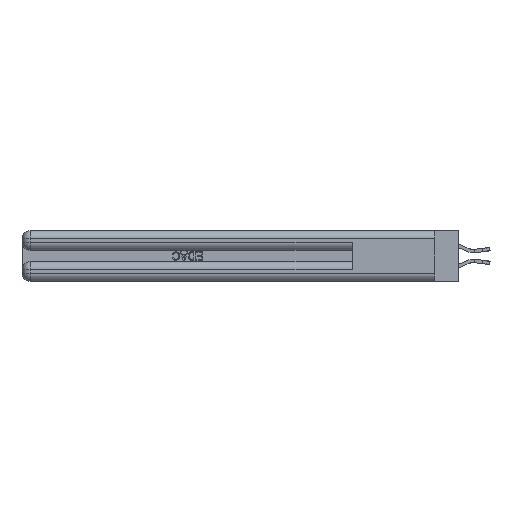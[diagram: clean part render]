
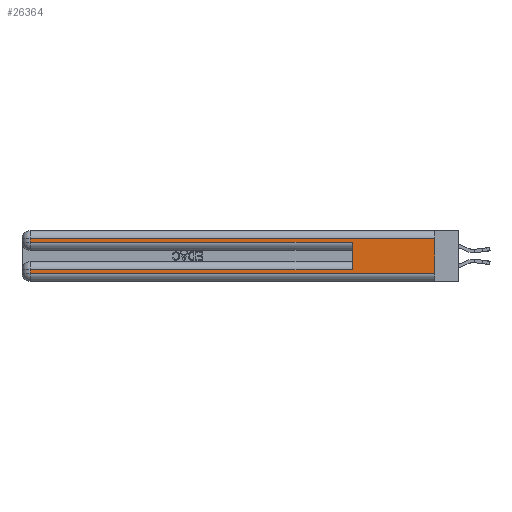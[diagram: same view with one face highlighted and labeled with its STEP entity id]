
A CAD part, left-side view. The second image highlights one B-rep face of the part: STEP entity #26364.
In plain terms, the highlighted planar face has unit normal (-1, 0, 0).
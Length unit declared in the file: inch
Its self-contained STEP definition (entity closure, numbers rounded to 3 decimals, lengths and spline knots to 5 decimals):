
#388 = FACE_OUTER_BOUND ( 'NONE', #5444, .T. ) ;
#509 = DIRECTION ( 'NONE',  ( 0., 0., -1. ) ) ;
#642 = CARTESIAN_POINT ( 'NONE',  ( 0., 2.94, 0.37 ) ) ;
#838 = VERTEX_POINT ( 'NONE', #17663 ) ;
#1029 = ORIENTED_EDGE ( 'NONE', *, *, #27363, .T. ) ;
#2456 = PLANE ( 'NONE',  #28526 ) ;
#2906 = VERTEX_POINT ( 'NONE', #4712 ) ;
#2941 = CARTESIAN_POINT ( 'NONE',  ( 0., 2.94, 0.085 ) ) ;
#3126 = VERTEX_POINT ( 'NONE', #4983 ) ;
#3911 = DIRECTION ( 'NONE',  ( 0., 1., 0. ) ) ;
#4424 = ORIENTED_EDGE ( 'NONE', *, *, #8423, .T. ) ;
#4712 = CARTESIAN_POINT ( 'NONE',  ( 0., 0.6, 0.285 ) ) ;
#4983 = CARTESIAN_POINT ( 'NONE',  ( 0., 0.6, 0.085 ) ) ;
#5444 = EDGE_LOOP ( 'NONE', ( #7829, #34816, #28874, #22403, #6008, #4424, #33918, #1029 ) ) ;
#6008 = ORIENTED_EDGE ( 'NONE', *, *, #26250, .F. ) ;
#7829 = ORIENTED_EDGE ( 'NONE', *, *, #31307, .F. ) ;
#7850 = DIRECTION ( 'NONE',  ( 0., 0., -1. ) ) ;
#7863 = CARTESIAN_POINT ( 'NONE',  ( 0., 0.6, 0.145 ) ) ;
#8181 = LINE ( 'NONE', #642, #38995 ) ;
#8423 = EDGE_CURVE ( 'NONE', #3126, #20817, #21667, .T. ) ;
#8543 = DIRECTION ( 'NONE',  ( 1., 0., 0. ) ) ;
#8627 = VECTOR ( 'NONE', #35785, 39.37008 ) ;
#10451 = VECTOR ( 'NONE', #19270, 39.37008 ) ;
#12152 = VERTEX_POINT ( 'NONE', #17379 ) ;
#12675 = VECTOR ( 'NONE', #15844, 39.37008 ) ;
#14063 = VECTOR ( 'NONE', #21056, 39.37008 ) ;
#14544 = LINE ( 'NONE', #30310, #12675 ) ;
#15844 = DIRECTION ( 'NONE',  ( 0., -1., 0. ) ) ;
#16318 = CARTESIAN_POINT ( 'NONE',  ( 0., 0., 0.37 ) ) ;
#16495 = EDGE_CURVE ( 'NONE', #17806, #2906, #29244, .T. ) ;
#17379 = CARTESIAN_POINT ( 'NONE',  ( 0., 0., 0.06 ) ) ;
#17515 = EDGE_CURVE ( 'NONE', #20817, #28729, #27507, .T. ) ;
#17663 = CARTESIAN_POINT ( 'NONE',  ( 0., 2.94, 0.31 ) ) ;
#17672 = CARTESIAN_POINT ( 'NONE',  ( 0., 0., 0.285 ) ) ;
#17698 = CARTESIAN_POINT ( 'NONE',  ( 0., 0., 0.31 ) ) ;
#17806 = VERTEX_POINT ( 'NONE', #33781 ) ;
#19270 = DIRECTION ( 'NONE',  ( 0., 1., 0. ) ) ;
#20748 = VECTOR ( 'NONE', #7850, 39.37008 ) ;
#20817 = VERTEX_POINT ( 'NONE', #2941 ) ;
#21056 = DIRECTION ( 'NONE',  ( 0., -1., 0. ) ) ;
#21667 = LINE ( 'NONE', #21929, #36948 ) ;
#21929 = CARTESIAN_POINT ( 'NONE',  ( 0., 0., 0.085 ) ) ;
#22403 = ORIENTED_EDGE ( 'NONE', *, *, #16495, .T. ) ;
#22728 = DIRECTION ( 'NONE',  ( 0., 0., 1. ) ) ;
#23504 = CARTESIAN_POINT ( 'NONE',  ( 0., 2.94, 0.37 ) ) ;
#24957 = VECTOR ( 'NONE', #22728, 39.37008 ) ;
#26250 = EDGE_CURVE ( 'NONE', #3126, #2906, #26875, .T. ) ;
#26364 = ADVANCED_FACE ( 'NONE', ( #388 ), #2456, .F. ) ;
#26591 = CARTESIAN_POINT ( 'NONE',  ( 0., 0., 0.37 ) ) ;
#26875 = LINE ( 'NONE', #7863, #24957 ) ;
#27363 = EDGE_CURVE ( 'NONE', #28729, #12152, #14544, .T. ) ;
#27507 = LINE ( 'NONE', #23504, #8627 ) ;
#28364 = CARTESIAN_POINT ( 'NONE',  ( 0., 2.94, 0.06 ) ) ;
#28526 = AXIS2_PLACEMENT_3D ( 'NONE', #26591, #8543, #29280 ) ;
#28729 = VERTEX_POINT ( 'NONE', #28364 ) ;
#28832 = LINE ( 'NONE', #16318, #20748 ) ;
#28874 = ORIENTED_EDGE ( 'NONE', *, *, #29806, .T. ) ;
#29244 = LINE ( 'NONE', #17672, #14063 ) ;
#29280 = DIRECTION ( 'NONE',  ( 0., 0., -1. ) ) ;
#29806 = EDGE_CURVE ( 'NONE', #838, #17806, #8181, .T. ) ;
#30310 = CARTESIAN_POINT ( 'NONE',  ( 0., 0., 0.06 ) ) ;
#31307 = EDGE_CURVE ( 'NONE', #32758, #12152, #28832, .T. ) ;
#32758 = VERTEX_POINT ( 'NONE', #17698 ) ;
#33781 = CARTESIAN_POINT ( 'NONE',  ( 0., 2.94, 0.285 ) ) ;
#33918 = ORIENTED_EDGE ( 'NONE', *, *, #17515, .T. ) ;
#34472 = CARTESIAN_POINT ( 'NONE',  ( 0., 0., 0.31 ) ) ;
#34816 = ORIENTED_EDGE ( 'NONE', *, *, #38342, .T. ) ;
#35577 = LINE ( 'NONE', #34472, #10451 ) ;
#35785 = DIRECTION ( 'NONE',  ( 0., 0., -1. ) ) ;
#36948 = VECTOR ( 'NONE', #3911, 39.37008 ) ;
#38342 = EDGE_CURVE ( 'NONE', #32758, #838, #35577, .T. ) ;
#38995 = VECTOR ( 'NONE', #509, 39.37008 ) ;
